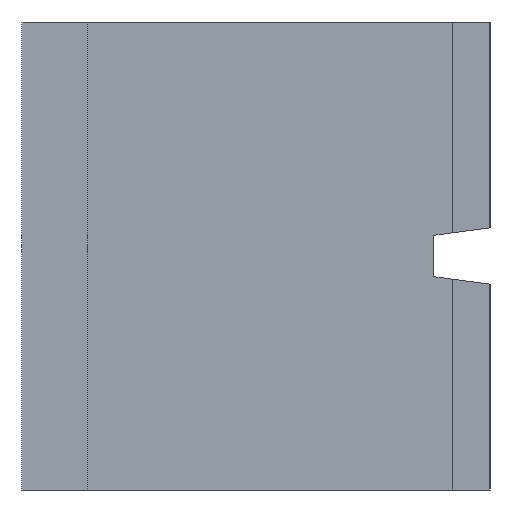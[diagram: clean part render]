
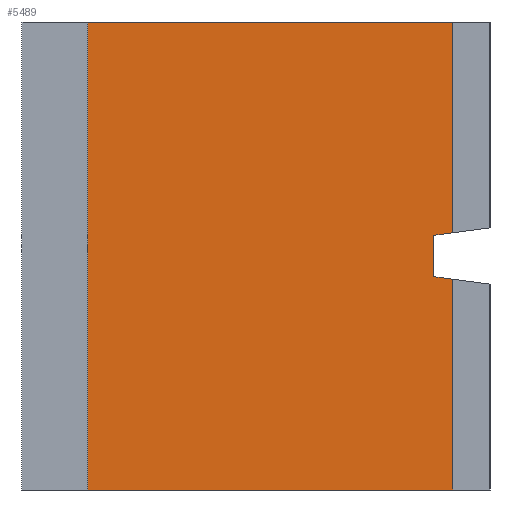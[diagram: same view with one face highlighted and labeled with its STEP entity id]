
A CAD part, left-side view. The second image highlights one B-rep face of the part: STEP entity #5489.
In plain terms, the highlighted planar face has unit normal (-1, 0, 0).
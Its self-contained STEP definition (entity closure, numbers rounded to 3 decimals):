
#48 = CARTESIAN_POINT ( 'NONE',  ( -1.6, 2.15, 1.25 ) ) ;
#488 = LINE ( 'NONE', #3993, #9043 ) ;
#496 = EDGE_LOOP ( 'NONE', ( #5464, #8953, #6795, #9021, #6059, #803, #9506, #6413 ) ) ;
#562 = EDGE_CURVE ( 'NONE', #8205, #7843, #488, .T. ) ;
#803 = ORIENTED_EDGE ( 'NONE', *, *, #3552, .F. ) ;
#987 = EDGE_CURVE ( 'NONE', #8205, #6481, #5784, .T. ) ;
#1136 = CARTESIAN_POINT ( 'NONE',  ( -1.6, 2.5, 1.25 ) ) ;
#1230 = CARTESIAN_POINT ( 'NONE',  ( -1.6, 2.15, -1.25 ) ) ;
#1403 = VERTEX_POINT ( 'NONE', #9852 ) ;
#1489 = DIRECTION ( 'NONE',  ( 0., 0., -1. ) ) ;
#1593 = VECTOR ( 'NONE', #6564, 1000. ) ;
#1667 = DIRECTION ( 'NONE',  ( 0., -0.991, 0.131 ) ) ;
#1719 = VECTOR ( 'NONE', #8501, 1000. ) ;
#2020 = VERTEX_POINT ( 'NONE', #2307 ) ;
#2117 = LINE ( 'NONE', #8788, #10173 ) ;
#2291 = DIRECTION ( 'NONE',  ( 1., 0., 0. ) ) ;
#2293 = CARTESIAN_POINT ( 'NONE',  ( -1.6, 0.2, 1.25 ) ) ;
#2307 = CARTESIAN_POINT ( 'NONE',  ( -1.6, 0.2, 1.25 ) ) ;
#2458 = EDGE_CURVE ( 'NONE', #2020, #8945, #2117, .T. ) ;
#2508 = DIRECTION ( 'NONE',  ( 0., 0.991, 0.131 ) ) ;
#3019 = CARTESIAN_POINT ( 'NONE',  ( -1.6, 0.3, 0.111 ) ) ;
#3212 = VERTEX_POINT ( 'NONE', #3019 ) ;
#3240 = FACE_OUTER_BOUND ( 'NONE', #496, .T. ) ;
#3552 = EDGE_CURVE ( 'NONE', #6481, #2020, #8086, .T. ) ;
#3802 = DIRECTION ( 'NONE',  ( 0., 0., -1. ) ) ;
#3889 = EDGE_CURVE ( 'NONE', #3212, #8945, #4163, .T. ) ;
#3957 = VECTOR ( 'NONE', #4269, 1000. ) ;
#3993 = CARTESIAN_POINT ( 'NONE',  ( -1.6, 2.5, -1.25 ) ) ;
#4163 = LINE ( 'NONE', #4947, #10284 ) ;
#4269 = DIRECTION ( 'NONE',  ( 0., 0., 1. ) ) ;
#4930 = VECTOR ( 'NONE', #2508, 1000. ) ;
#4947 = CARTESIAN_POINT ( 'NONE',  ( -1.6, 0., 0.15 ) ) ;
#5389 = LINE ( 'NONE', #2293, #6550 ) ;
#5464 = ORIENTED_EDGE ( 'NONE', *, *, #8342, .F. ) ;
#5489 = ADVANCED_FACE ( 'NONE', ( #3240 ), #6417, .F. ) ;
#5557 = LINE ( 'NONE', #8239, #4930 ) ;
#5624 = EDGE_CURVE ( 'NONE', #1403, #10228, #5557, .T. ) ;
#5784 = LINE ( 'NONE', #48, #3957 ) ;
#5897 = CARTESIAN_POINT ( 'NONE',  ( -1.6, 0.2, 0.124 ) ) ;
#6059 = ORIENTED_EDGE ( 'NONE', *, *, #2458, .F. ) ;
#6413 = ORIENTED_EDGE ( 'NONE', *, *, #562, .T. ) ;
#6417 = PLANE ( 'NONE',  #10725 ) ;
#6471 = CARTESIAN_POINT ( 'NONE',  ( -1.6, 2.15, 1.25 ) ) ;
#6481 = VERTEX_POINT ( 'NONE', #6471 ) ;
#6550 = VECTOR ( 'NONE', #3802, 1000. ) ;
#6564 = DIRECTION ( 'NONE',  ( 0., 0., 1. ) ) ;
#6690 = CARTESIAN_POINT ( 'NONE',  ( -1.6, 0.3, -0.111 ) ) ;
#6795 = ORIENTED_EDGE ( 'NONE', *, *, #9679, .T. ) ;
#7230 = DIRECTION ( 'NONE',  ( 0., 0., -1. ) ) ;
#7843 = VERTEX_POINT ( 'NONE', #9567 ) ;
#8086 = LINE ( 'NONE', #1136, #1719 ) ;
#8205 = VERTEX_POINT ( 'NONE', #1230 ) ;
#8239 = CARTESIAN_POINT ( 'NONE',  ( -1.6, 2.639, 0.197 ) ) ;
#8246 = CARTESIAN_POINT ( 'NONE',  ( -1.6, 0.3, 0.111 ) ) ;
#8342 = EDGE_CURVE ( 'NONE', #1403, #7843, #5389, .T. ) ;
#8501 = DIRECTION ( 'NONE',  ( 0., -1., 0. ) ) ;
#8788 = CARTESIAN_POINT ( 'NONE',  ( -1.6, 0.2, 1.25 ) ) ;
#8945 = VERTEX_POINT ( 'NONE', #5897 ) ;
#8953 = ORIENTED_EDGE ( 'NONE', *, *, #5624, .T. ) ;
#9021 = ORIENTED_EDGE ( 'NONE', *, *, #3889, .T. ) ;
#9043 = VECTOR ( 'NONE', #10755, 1000. ) ;
#9506 = ORIENTED_EDGE ( 'NONE', *, *, #987, .F. ) ;
#9567 = CARTESIAN_POINT ( 'NONE',  ( -1.6, 0.2, -1.25 ) ) ;
#9679 = EDGE_CURVE ( 'NONE', #10228, #3212, #9898, .T. ) ;
#9852 = CARTESIAN_POINT ( 'NONE',  ( -1.6, 0.2, -0.124 ) ) ;
#9853 = CARTESIAN_POINT ( 'NONE',  ( -1.6, 2.5, 1.25 ) ) ;
#9898 = LINE ( 'NONE', #8246, #1593 ) ;
#10173 = VECTOR ( 'NONE', #7230, 1000. ) ;
#10228 = VERTEX_POINT ( 'NONE', #6690 ) ;
#10284 = VECTOR ( 'NONE', #1667, 1000. ) ;
#10725 = AXIS2_PLACEMENT_3D ( 'NONE', #9853, #2291, #1489 ) ;
#10755 = DIRECTION ( 'NONE',  ( 0., -1., 0. ) ) ;
